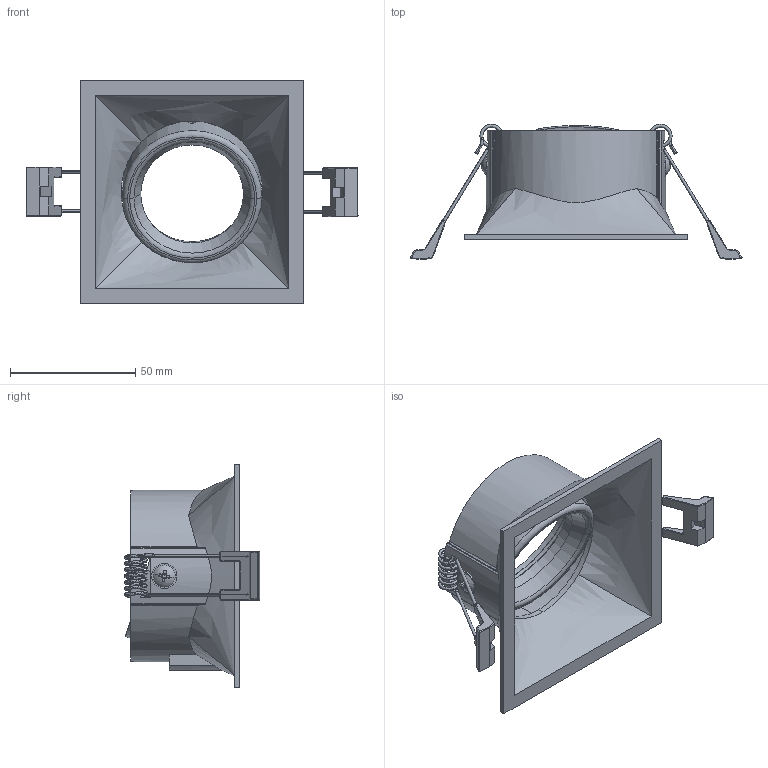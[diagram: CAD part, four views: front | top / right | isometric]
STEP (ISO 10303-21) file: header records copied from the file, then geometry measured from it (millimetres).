
FILE_DESCRIPTION (( 'STEP AP214' ), '1' );
FILE_NAME ('POINT TWIST CH ASSEMBLY_SQUARE_NO_LAMP.STEP', '2022-09-07T09:49:09', ( '' ), ( '' ), 'SwSTEP 2.0', 'SolidWorks 2018', '' );
FILE_SCHEMA (( 'AUTOMOTIVE_DESIGN' ));
Length unit declared in the file: millimetre
Products named in the file (5): POINT TWIST CH_SQUARE; POINT TWIST CH ASSEMBLY_SQUARE_NO_LAMP; Ïðóæèíà òèïîâàÿ; pan head cross collar screw_din_DIN 967 - M4 x 6 - Z --- 4.6N; POINT TWIST CH_2
Assembly tree (6 placements, depth 2):
  POINT TWIST CH ASSEMBLY_SQUARE_NO_LAMP
    POINT TWIST CH_SQUARE
    POINT TWIST CH_2
    Ïðóæèíà òèïîâàÿ  x2
    pan head cross collar screw_din_DIN 967 - M4 x 6 - Z --- 4.6N  x2
Bounding box: 132.74 x 54.09 x 89.25 mm (x, y, z)
Volume: 44725.4 mm3; surface area: 39165.7 mm2
Topology: 12 solids, 12 shells, 413 faces, 1019 edges, 636 vertices
Faces by surface type: plane 192, cylinder 103, bspline 68, cone 26, torus 20, sphere 4
Entity records: 15424 total; most frequent: CARTESIAN_POINT 8538, ORIENTED_EDGE 1454, DIRECTION 1311, EDGE_CURVE 727, AXIS2_PLACEMENT_3D 498, VERTEX_POINT 463, VECTOR 315, LINE 315
